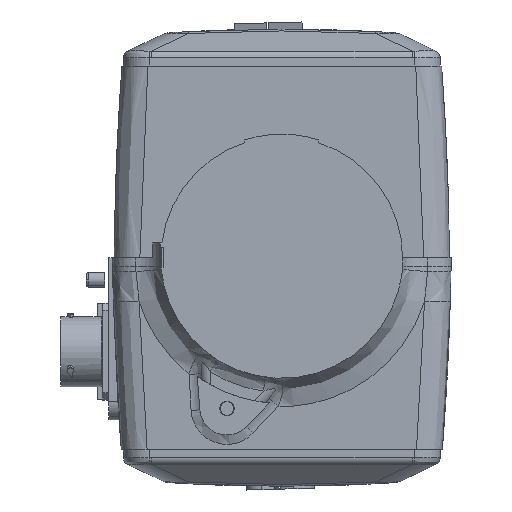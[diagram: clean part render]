
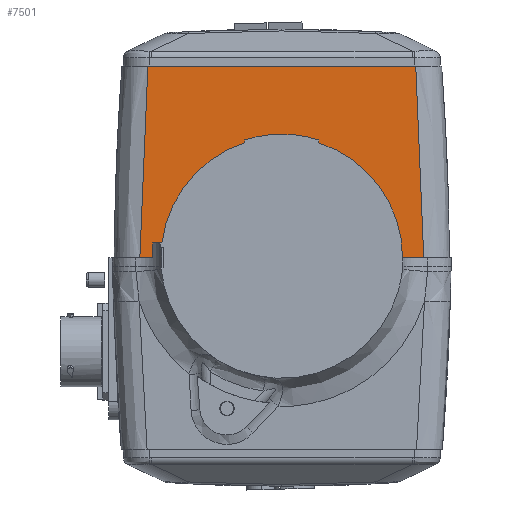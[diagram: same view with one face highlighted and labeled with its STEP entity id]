
A CAD part, left-side view. The second image highlights one B-rep face of the part: STEP entity #7501.
In plain terms, the highlighted planar face has unit normal (-1, 0, 0).
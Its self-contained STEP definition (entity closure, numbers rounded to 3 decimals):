
#897 = VERTEX_POINT ( 'NONE', #9397 ) ;
#1089 = CARTESIAN_POINT ( 'NONE',  ( -146., -36.334, 52. ) ) ;
#2252 = ORIENTED_EDGE ( 'NONE', *, *, #5092, .F. ) ;
#3226 = CARTESIAN_POINT ( 'NONE',  ( -146., -38.347, 17.354 ) ) ;
#3521 = EDGE_LOOP ( 'NONE', ( #19435, #19244, #2252, #9749 ) ) ;
#5092 = EDGE_CURVE ( 'NONE', #15986, #18593, #11251, .T. ) ;
#6095 = DIRECTION ( 'NONE',  ( 0., 0., -1. ) ) ;
#6153 = DIRECTION ( 'NONE',  ( 1., 0., 0. ) ) ;
#6420 = PLANE ( 'NONE',  #15842 ) ;
#6746 = CARTESIAN_POINT ( 'NONE',  ( -146., 45.5, 268.095 ) ) ;
#7018 = DIRECTION ( 'NONE',  ( 0., 1., 0. ) ) ;
#7042 = CARTESIAN_POINT ( 'NONE',  ( -146., 36.334, 52. ) ) ;
#7341 = VECTOR ( 'NONE', #7018, 1000. ) ;
#7501 = ADVANCED_FACE ( 'NONE', ( #18594 ), #6420, .F. ) ;
#8953 = VERTEX_POINT ( 'NONE', #12433 ) ;
#8955 = LINE ( 'NONE', #18214, #7341 ) ;
#9397 = CARTESIAN_POINT ( 'NONE',  ( -146., 38.5, 0. ) ) ;
#9749 = ORIENTED_EDGE ( 'NONE', *, *, #11065, .F. ) ;
#10982 = CARTESIAN_POINT ( 'NONE',  ( -146., -38.5, 0. ) ) ;
#11065 = EDGE_CURVE ( 'NONE', #8953, #15986, #15783, .T. ) ;
#11251 =( BOUNDED_CURVE ( )  B_SPLINE_CURVE ( 3, ( #19140, #13291, #3226, #10982 ),
 .UNSPECIFIED., .F., .F. ) 
 B_SPLINE_CURVE_WITH_KNOTS ( ( 4, 4 ),
 ( 0., 1. ),
 .UNSPECIFIED. ) 
 CURVE ( )  GEOMETRIC_REPRESENTATION_ITEM ( )  RATIONAL_B_SPLINE_CURVE ( ( 1., 1., 1., 1. ) ) 
 REPRESENTATION_ITEM ( '' )  );
#12433 = CARTESIAN_POINT ( 'NONE',  ( -146., 36.334, 52. ) ) ;
#12568 = CARTESIAN_POINT ( 'NONE',  ( -146., -38.5, 0. ) ) ;
#13291 = CARTESIAN_POINT ( 'NONE',  ( -146., -37.625, 34.693 ) ) ;
#14520 = CARTESIAN_POINT ( 'NONE',  ( -146., 0., 52. ) ) ;
#15720 = DIRECTION ( 'NONE',  ( 0., -1., 0. ) ) ;
#15783 = LINE ( 'NONE', #14520, #22470 ) ;
#15842 = AXIS2_PLACEMENT_3D ( 'NONE', #6746, #6153, #6095 ) ;
#15986 = VERTEX_POINT ( 'NONE', #1089 ) ;
#16085 =( BOUNDED_CURVE ( )  B_SPLINE_CURVE ( 3, ( #16486, #18165, #18243, #7042 ),
 .UNSPECIFIED., .F., .T. ) 
 B_SPLINE_CURVE_WITH_KNOTS ( ( 4, 4 ),
 ( 0., 1. ),
 .UNSPECIFIED. ) 
 CURVE ( )  GEOMETRIC_REPRESENTATION_ITEM ( )  RATIONAL_B_SPLINE_CURVE ( ( 1., 1., 1., 1. ) ) 
 REPRESENTATION_ITEM ( '' )  );
#16486 = CARTESIAN_POINT ( 'NONE',  ( -146., 38.5, 0. ) ) ;
#18165 = CARTESIAN_POINT ( 'NONE',  ( -146., 38.347, 17.354 ) ) ;
#18214 = CARTESIAN_POINT ( 'NONE',  ( -146., 45.5, 0. ) ) ;
#18243 = CARTESIAN_POINT ( 'NONE',  ( -146., 37.625, 34.693 ) ) ;
#18593 = VERTEX_POINT ( 'NONE', #12568 ) ;
#18594 = FACE_OUTER_BOUND ( 'NONE', #3521, .T. ) ;
#18674 = EDGE_CURVE ( 'NONE', #897, #8953, #16085, .T. ) ;
#19140 = CARTESIAN_POINT ( 'NONE',  ( -146., -36.334, 52. ) ) ;
#19141 = EDGE_CURVE ( 'NONE', #18593, #897, #8955, .T. ) ;
#19244 = ORIENTED_EDGE ( 'NONE', *, *, #19141, .F. ) ;
#19435 = ORIENTED_EDGE ( 'NONE', *, *, #18674, .F. ) ;
#22470 = VECTOR ( 'NONE', #15720, 1000. ) ;
